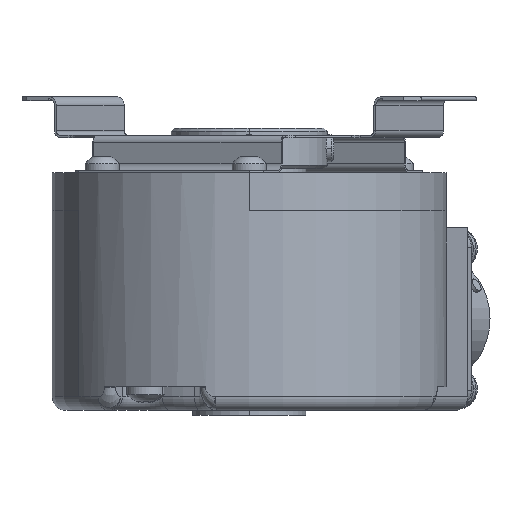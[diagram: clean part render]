
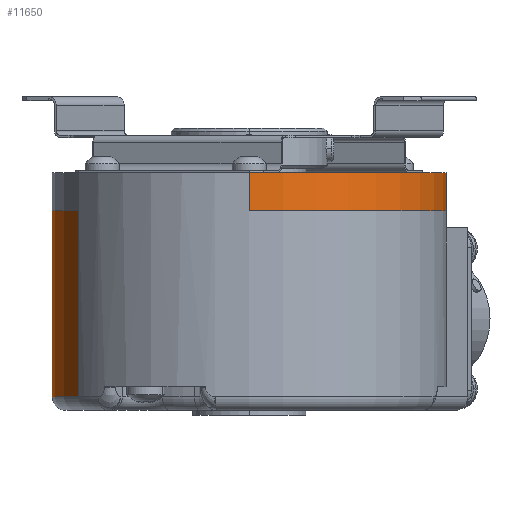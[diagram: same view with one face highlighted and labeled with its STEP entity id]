
A CAD part, left-side view. The second image highlights one B-rep face of the part: STEP entity #11650.
In plain terms, the highlighted cylindrical face has radius 29 mm (diameter 58 mm), a partial arc.
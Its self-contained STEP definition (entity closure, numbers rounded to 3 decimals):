
#219=DIRECTION('',(0.,0.,-1.));
#220=VECTOR('',#219,2.4);
#221=CARTESIAN_POINT('',(14.5,-25.115,12.4));
#222=LINE('',#221,#220);
#323=CARTESIAN_POINT('',(0.,0.,12.4));
#324=DIRECTION('',(0.,0.,1.));
#325=DIRECTION('',(1.,0.,0.));
#326=AXIS2_PLACEMENT_3D('',#323,#324,#325);
#328=DIRECTION('',(0.,0.,1.));
#329=VECTOR('',#328,5.6);
#330=CARTESIAN_POINT('',(29.,0.,12.4));
#331=LINE('',#330,#329);
#332=DIRECTION('',(0.,0.,-1.));
#333=VECTOR('',#332,27.4);
#334=CARTESIAN_POINT('',(-14.5,25.115,12.4));
#335=LINE('',#334,#333);
#336=CARTESIAN_POINT('',(18.616,22.236,-15.));
#337=CARTESIAN_POINT('',(18.637,22.218,-15.004));
#338=CARTESIAN_POINT('',(18.683,22.18,-14.993));
#339=CARTESIAN_POINT('',(18.755,22.119,-14.981));
#340=CARTESIAN_POINT('',(18.83,22.055,-14.957));
#341=CARTESIAN_POINT('',(18.908,21.988,-14.924));
#342=CARTESIAN_POINT('',(18.989,21.918,-14.881));
#343=CARTESIAN_POINT('',(19.071,21.847,-14.827));
#344=CARTESIAN_POINT('',(19.155,21.774,-14.762));
#345=CARTESIAN_POINT('',(19.236,21.702,-14.687));
#346=CARTESIAN_POINT('',(19.315,21.632,-14.603));
#347=CARTESIAN_POINT('',(19.389,21.566,-14.511));
#348=CARTESIAN_POINT('',(19.456,21.505,-14.414));
#349=CARTESIAN_POINT('',(19.516,21.451,-14.314));
#350=CARTESIAN_POINT('',(19.567,21.404,-14.213));
#351=CARTESIAN_POINT('',(19.61,21.365,-14.112));
#352=CARTESIAN_POINT('',(19.645,21.332,-14.014));
#353=CARTESIAN_POINT('',(19.673,21.307,-13.918));
#354=CARTESIAN_POINT('',(19.693,21.288,-13.826));
#355=CARTESIAN_POINT('',(19.707,21.275,-13.737));
#356=CARTESIAN_POINT('',(19.715,21.268,-13.651));
#357=CARTESIAN_POINT('',(19.718,21.265,-13.596));
#358=CARTESIAN_POINT('',(19.717,21.266,-13.57));
#360=CARTESIAN_POINT('',(28.565,5.004,-15.));
#361=CARTESIAN_POINT('',(28.56,5.031,-15.004));
#362=CARTESIAN_POINT('',(28.55,5.09,-14.993));
#363=CARTESIAN_POINT('',(28.533,5.183,-14.981));
#364=CARTESIAN_POINT('',(28.515,5.28,-14.957));
#365=CARTESIAN_POINT('',(28.496,5.381,-14.924));
#366=CARTESIAN_POINT('',(28.476,5.486,-14.881));
#367=CARTESIAN_POINT('',(28.456,5.593,-14.827));
#368=CARTESIAN_POINT('',(28.434,5.701,-14.762));
#369=CARTESIAN_POINT('',(28.412,5.808,-14.687));
#370=CARTESIAN_POINT('',(28.391,5.911,-14.603));
#371=CARTESIAN_POINT('',(28.371,6.008,-14.511));
#372=CARTESIAN_POINT('',(28.352,6.097,-14.414));
#373=CARTESIAN_POINT('',(28.335,6.175,-14.314));
#374=CARTESIAN_POINT('',(28.32,6.243,-14.213));
#375=CARTESIAN_POINT('',(28.307,6.301,-14.112));
#376=CARTESIAN_POINT('',(28.297,6.347,-14.014));
#377=CARTESIAN_POINT('',(28.289,6.384,-13.918));
#378=CARTESIAN_POINT('',(28.283,6.411,-13.826));
#379=CARTESIAN_POINT('',(28.278,6.43,-13.737));
#380=CARTESIAN_POINT('',(28.276,6.44,-13.651));
#381=CARTESIAN_POINT('',(28.275,6.444,-13.596));
#382=CARTESIAN_POINT('',(28.275,6.443,-13.57));
#384=DIRECTION('',(0.,0.,-1.));
#385=VECTOR('',#384,25.);
#386=CARTESIAN_POINT('',(28.781,3.561,10.));
#387=LINE('',#386,#385);
#388=CARTESIAN_POINT('',(0.,0.,12.4));
#389=DIRECTION('',(0.,0.,1.));
#390=DIRECTION('',(-1.,0.,0.));
#391=AXIS2_PLACEMENT_3D('',#388,#389,#390);
#393=DIRECTION('',(0.,0.,1.));
#394=VECTOR('',#393,5.6);
#395=CARTESIAN_POINT('',(-29.,0.,12.4));
#396=LINE('',#395,#394);
#397=CARTESIAN_POINT('',(0.,0.,-15.));
#398=DIRECTION('',(0.,0.,-1.));
#399=DIRECTION('',(-0.5,0.866,0.));
#400=AXIS2_PLACEMENT_3D('',#397,#398,#399);
#1053=CARTESIAN_POINT('',(0.,0.,18.));
#1054=DIRECTION('',(0.,0.,1.));
#1055=DIRECTION('',(-1.,0.,0.));
#1056=AXIS2_PLACEMENT_3D('',#1053,#1054,#1055);
#2950=CARTESIAN_POINT('',(0.,0.,-13.5));
#2951=DIRECTION('',(0.,0.,1.));
#2952=DIRECTION('',(0.975,0.222,0.));
#2953=AXIS2_PLACEMENT_3D('',#2950,#2951,#2952);
#3012=DIRECTION('',(0.,0.,1.));
#3013=VECTOR('',#3012,0.07);
#3014=CARTESIAN_POINT('',(19.717,21.266,-13.57));
#3015=LINE('',#3014,#3013);
#3207=CARTESIAN_POINT('',(0.,0.,-15.));
#3208=DIRECTION('',(0.,0.,-1.));
#3209=DIRECTION('',(0.985,0.173,0.));
#3210=AXIS2_PLACEMENT_3D('',#3207,#3208,#3209);
#3236=CARTESIAN_POINT('',(0.,0.,10.));
#3237=DIRECTION('',(0.,0.,-1.));
#3238=DIRECTION('',(0.992,0.123,0.));
#3239=AXIS2_PLACEMENT_3D('',#3236,#3237,#3238);
#3277=DIRECTION('',(0.,0.,-1.));
#3278=VECTOR('',#3277,0.07);
#3279=CARTESIAN_POINT('',(28.275,6.443,-13.5));
#3280=LINE('',#3279,#3278);
#9224=CARTESIAN_POINT('',(29.,0.,18.));
#9225=CARTESIAN_POINT('',(-29.,0.,18.));
#9226=VERTEX_POINT('',#9224);
#9227=VERTEX_POINT('',#9225);
#10354=CARTESIAN_POINT('',(28.781,3.561,10.));
#10355=CARTESIAN_POINT('',(14.5,-25.115,10.));
#10356=VERTEX_POINT('',#10354);
#10357=VERTEX_POINT('',#10355);
#10360=CARTESIAN_POINT('',(28.275,6.443,-13.5));
#10361=CARTESIAN_POINT('',(19.717,21.266,-13.5));
#10362=VERTEX_POINT('',#10360);
#10363=VERTEX_POINT('',#10361);
#10382=CARTESIAN_POINT('',(28.781,3.561,-15.));
#10383=VERTEX_POINT('',#10382);
#10386=CARTESIAN_POINT('',(28.565,5.004,-15.));
#10387=VERTEX_POINT('',#10386);
#10404=CARTESIAN_POINT('',(-14.5,25.115,-15.));
#10405=CARTESIAN_POINT('',(18.616,22.236,-15.));
#10406=VERTEX_POINT('',#10404);
#10407=VERTEX_POINT('',#10405);
#10506=VERTEX_POINT('',#382);
#10510=CARTESIAN_POINT('',(19.717,21.266,
-13.57));
#10511=VERTEX_POINT('',#10510);
#10532=CARTESIAN_POINT('',(29.,0.,12.4));
#10533=CARTESIAN_POINT('',(-14.5,25.115,12.4));
#10534=VERTEX_POINT('',#10532);
#10535=VERTEX_POINT('',#10533);
#10536=CARTESIAN_POINT('',(-29.,0.,12.4));
#10537=CARTESIAN_POINT('',(14.5,-25.115,12.4));
#10538=VERTEX_POINT('',#10536);
#10539=VERTEX_POINT('',#10537);
#11617=CARTESIAN_POINT('',(0.,0.,0.));
#11618=DIRECTION('',(0.,0.,1.));
#11619=DIRECTION('',(1.,0.,0.));
#11620=AXIS2_PLACEMENT_3D('',#11617,#11618,#11619);
#11621=CYLINDRICAL_SURFACE('',#11620,29.);
#11622=ORIENTED_EDGE('',*,*,#11610,.F.);
#11623=ORIENTED_EDGE('',*,*,#11608,.T.);
#11624=ORIENTED_EDGE('',*,*,#11606,.T.);
#11626=ORIENTED_EDGE('',*,*,#11625,.T.);
#11628=ORIENTED_EDGE('',*,*,#11627,.T.);
#11630=ORIENTED_EDGE('',*,*,#11629,.T.);
#11632=ORIENTED_EDGE('',*,*,#11631,.F.);
#11634=ORIENTED_EDGE('',*,*,#11633,.T.);
#11636=ORIENTED_EDGE('',*,*,#11635,.F.);
#11638=ORIENTED_EDGE('',*,*,#11637,.T.);
#11640=ORIENTED_EDGE('',*,*,#11639,.F.);
#11642=ORIENTED_EDGE('',*,*,#11641,.T.);
#11643=ORIENTED_EDGE('',*,*,#11575,.F.);
#11644=ORIENTED_EDGE('',*,*,#11573,.F.);
#11645=ORIENTED_EDGE('',*,*,#11571,.T.);
#11647=ORIENTED_EDGE('',*,*,#11646,.T.);
#11648=EDGE_LOOP('',(#11622,#11623,#11624,#11626,#11628,#11630,#11632,#11634,
#11636,#11638,#11640,#11642,#11643,#11644,#11645,#11647));
#11649=FACE_OUTER_BOUND('',#11648,.F.);
#327=CIRCLE('',#326,29.);
#359=B_SPLINE_CURVE_WITH_KNOTS('',3,(#336,#337,#338,#339,#340,#341,#342,#343,
#344,#345,#346,#347,#348,#349,#350,#351,#352,#353,#354,#355,#356,#357,#358),
.UNSPECIFIED.,.F.,.F.,(4,1,1,1,1,1,1,1,1,1,1,1,1,1,1,1,1,1,1,1,4),(0.,0.05,
0.1,0.15,0.2,0.25,0.3,0.35,0.4,0.45,0.5,0.55,0.6,0.65,
0.7,0.75,0.8,0.85,0.9,0.95,1.),.UNSPECIFIED.);
#383=B_SPLINE_CURVE_WITH_KNOTS('',3,(#360,#361,#362,#363,#364,#365,#366,#367,
#368,#369,#370,#371,#372,#373,#374,#375,#376,#377,#378,#379,#380,#381,#382),
.UNSPECIFIED.,.F.,.F.,(4,1,1,1,1,1,1,1,1,1,1,1,1,1,1,1,1,1,1,1,4),(0.,0.05,
0.1,0.15,0.2,0.25,0.3,0.35,0.4,0.45,0.5,0.55,0.6,0.65,
0.7,0.75,0.8,0.85,0.9,0.95,1.),.UNSPECIFIED.);
#392=CIRCLE('',#391,29.);
#401=CIRCLE('',#400,29.);
#1057=CIRCLE('',#1056,29.);
#2954=CIRCLE('',#2953,29.);
#3211=CIRCLE('',#3210,29.);
#3240=CIRCLE('',#3239,29.);
#11571=EDGE_CURVE('',#10538,#9227,#396,.T.);
#11573=EDGE_CURVE('',#10538,#10539,#392,.T.);
#11575=EDGE_CURVE('',#10539,#10357,#222,.T.);
#11606=EDGE_CURVE('',#10535,#10406,#335,.T.);
#11608=EDGE_CURVE('',#10534,#10535,#327,.T.);
#11610=EDGE_CURVE('',#10534,#9226,#331,.T.);
#11625=EDGE_CURVE('',#10406,#10407,#401,.T.);
#11627=EDGE_CURVE('',#10407,#10511,#359,.T.);
#11629=EDGE_CURVE('',#10511,#10363,#3015,.T.);
#11631=EDGE_CURVE('',#10362,#10363,#2954,.T.);
#11633=EDGE_CURVE('',#10362,#10506,#3280,.T.);
#11635=EDGE_CURVE('',#10387,#10506,#383,.T.);
#11637=EDGE_CURVE('',#10387,#10383,#3211,.T.);
#11639=EDGE_CURVE('',#10356,#10383,#387,.T.);
#11641=EDGE_CURVE('',#10356,#10357,#3240,.T.);
#11646=EDGE_CURVE('',#9227,#9226,#1057,.T.);
#11650=ADVANCED_FACE('',(#11649),#11621,.T.);
